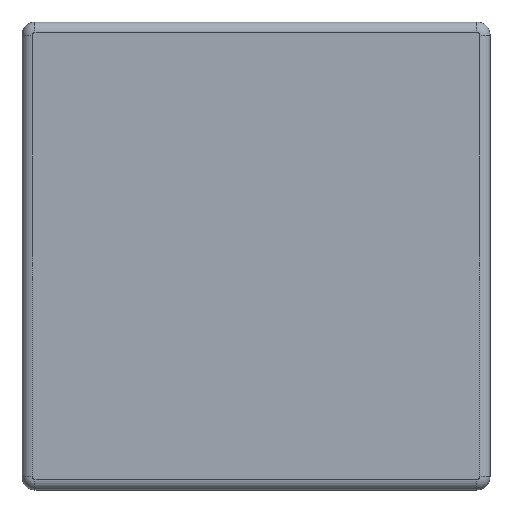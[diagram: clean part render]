
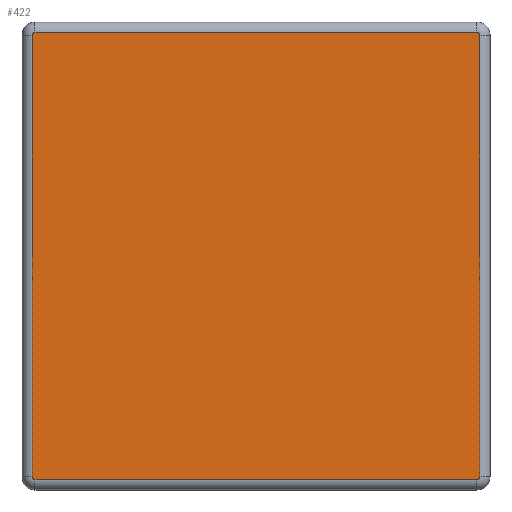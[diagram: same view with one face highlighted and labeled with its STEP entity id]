
A CAD part, front view. The second image highlights one B-rep face of the part: STEP entity #422.
In plain terms, the highlighted planar face has unit normal (0, -1, 0).
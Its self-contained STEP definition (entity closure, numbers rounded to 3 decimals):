
#233 = ORIENTED_EDGE ( 'NONE', *, *, #234, .F. ) ;
#234 = EDGE_CURVE ( 'NONE', #265, #243, #855, .T. ) ;
#238 = EDGE_CURVE ( 'NONE', #258, #266, #911, .T. ) ;
#239 = ORIENTED_EDGE ( 'NONE', *, *, #240, .T. ) ;
#240 = EDGE_CURVE ( 'NONE', #265, #266, #906, .T. ) ;
#243 = VERTEX_POINT ( 'NONE', #896 ) ;
#244 = EDGE_CURVE ( 'NONE', #346, #501, #865, .T. ) ;
#258 = VERTEX_POINT ( 'NONE', #885 ) ;
#260 = ORIENTED_EDGE ( 'NONE', *, *, #347, .T. ) ;
#261 = EDGE_CURVE ( 'NONE', #346, #243, #918, .T. ) ;
#265 = VERTEX_POINT ( 'NONE', #915 ) ;
#266 = VERTEX_POINT ( 'NONE', #914 ) ;
#298 = ORIENTED_EDGE ( 'NONE', *, *, #261, .T. ) ;
#346 = VERTEX_POINT ( 'NONE', #1078 ) ;
#347 = EDGE_CURVE ( 'NONE', #258, #497, #1074, .T. ) ;
#364 = ORIENTED_EDGE ( 'NONE', *, *, #238, .F. ) ;
#422 = ADVANCED_FACE ( 'NONE', ( #1161 ), #1175, .T. ) ;
#424 = EDGE_LOOP ( 'NONE', ( #500, #494, #498, #298, #233, #239, #364, #260 ) ) ;
#494 = ORIENTED_EDGE ( 'NONE', *, *, #499, .T. ) ;
#495 = VERTEX_POINT ( 'NONE', #1303 ) ;
#497 = VERTEX_POINT ( 'NONE', #1302 ) ;
#498 = ORIENTED_EDGE ( 'NONE', *, *, #244, .F. ) ;
#499 = EDGE_CURVE ( 'NONE', #495, #501, #1293, .T. ) ;
#500 = ORIENTED_EDGE ( 'NONE', *, *, #503, .F. ) ;
#501 = VERTEX_POINT ( 'NONE', #1309 ) ;
#503 = EDGE_CURVE ( 'NONE', #495, #497, #1298, .T. ) ;
#855 = CIRCLE ( 'NONE', #863, 0.5 ) ;
#862 = CARTESIAN_POINT ( 'NONE',  ( -42.5, 0., -42.5 ) ) ;
#863 = AXIS2_PLACEMENT_3D ( 'NONE', #862, #913, #912 ) ;
#865 = CIRCLE ( 'NONE', #904, 0.5 ) ;
#885 = CARTESIAN_POINT ( 'NONE',  ( 43., 0., -42.5 ) ) ;
#896 = CARTESIAN_POINT ( 'NONE',  ( -43., 0., -42.5 ) ) ;
#897 = DIRECTION ( 'NONE',  ( 1., 0., 0. ) ) ;
#898 = VECTOR ( 'NONE', #897, 1000. ) ;
#899 = CARTESIAN_POINT ( 'NONE',  ( 45., 0., -43. ) ) ;
#901 = DIRECTION ( 'NONE',  ( 0., 0., -1. ) ) ;
#902 = DIRECTION ( 'NONE',  ( 0., 1., 0. ) ) ;
#903 = CARTESIAN_POINT ( 'NONE',  ( 42.5, 0., -42.5 ) ) ;
#904 = AXIS2_PLACEMENT_3D ( 'NONE', #943, #942, #941 ) ;
#906 = LINE ( 'NONE', #899, #898 ) ;
#910 = AXIS2_PLACEMENT_3D ( 'NONE', #903, #902, #901 ) ;
#911 = CIRCLE ( 'NONE', #910, 0.5 ) ;
#912 = DIRECTION ( 'NONE',  ( 0., 0., -1. ) ) ;
#913 = DIRECTION ( 'NONE',  ( 0., 1., 0. ) ) ;
#914 = CARTESIAN_POINT ( 'NONE',  ( 42.5, 0., -43. ) ) ;
#915 = CARTESIAN_POINT ( 'NONE',  ( -42.5, 0., -43. ) ) ;
#916 = DIRECTION ( 'NONE',  ( 0., 0., -1. ) ) ;
#917 = VECTOR ( 'NONE', #916, 1000. ) ;
#918 = LINE ( 'NONE', #920, #917 ) ;
#920 = CARTESIAN_POINT ( 'NONE',  ( -43., 0., -45. ) ) ;
#941 = DIRECTION ( 'NONE',  ( 0., 0., -1. ) ) ;
#942 = DIRECTION ( 'NONE',  ( 0., 1., 0. ) ) ;
#943 = CARTESIAN_POINT ( 'NONE',  ( -42.5, 0., 42.5 ) ) ;
#1071 = DIRECTION ( 'NONE',  ( 0., 0., 1. ) ) ;
#1072 = VECTOR ( 'NONE', #1071, 1000. ) ;
#1073 = CARTESIAN_POINT ( 'NONE',  ( 43., 0., 45. ) ) ;
#1074 = LINE ( 'NONE', #1073, #1072 ) ;
#1078 = CARTESIAN_POINT ( 'NONE',  ( -43., 0., 42.5 ) ) ;
#1161 = FACE_OUTER_BOUND ( 'NONE', #424, .T. ) ;
#1164 = AXIS2_PLACEMENT_3D ( 'NONE', #1174, #1212, #1211 ) ;
#1174 = CARTESIAN_POINT ( 'NONE',  ( -45., 0., -45. ) ) ;
#1175 = PLANE ( 'NONE',  #1164 ) ;
#1211 = DIRECTION ( 'NONE',  ( 0., 0., -1. ) ) ;
#1212 = DIRECTION ( 'NONE',  ( 0., -1., 0. ) ) ;
#1256 = CARTESIAN_POINT ( 'NONE',  ( 42.5, 0., 42.5 ) ) ;
#1287 = AXIS2_PLACEMENT_3D ( 'NONE', #1256, #1329, #1328 ) ;
#1291 = DIRECTION ( 'NONE',  ( -1., 0., 0. ) ) ;
#1292 = VECTOR ( 'NONE', #1291, 1000. ) ;
#1293 = LINE ( 'NONE', #1295, #1292 ) ;
#1295 = CARTESIAN_POINT ( 'NONE',  ( -45., 0., 43. ) ) ;
#1298 = CIRCLE ( 'NONE', #1287, 0.5 ) ;
#1302 = CARTESIAN_POINT ( 'NONE',  ( 43., 0., 42.5 ) ) ;
#1303 = CARTESIAN_POINT ( 'NONE',  ( 42.5, 0., 43. ) ) ;
#1309 = CARTESIAN_POINT ( 'NONE',  ( -42.5, 0., 43. ) ) ;
#1328 = DIRECTION ( 'NONE',  ( 0., 0., -1. ) ) ;
#1329 = DIRECTION ( 'NONE',  ( 0., 1., 0. ) ) ;
